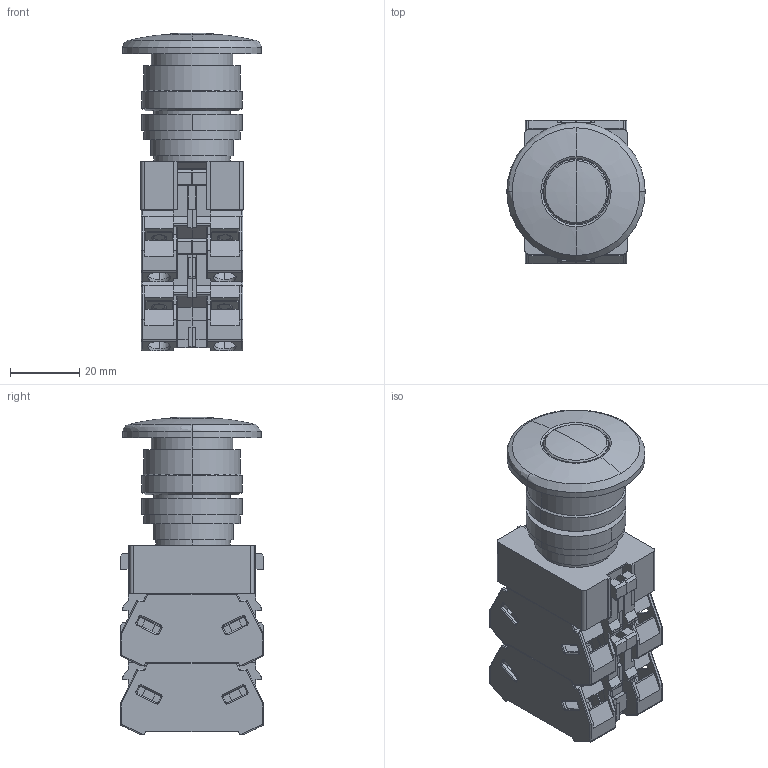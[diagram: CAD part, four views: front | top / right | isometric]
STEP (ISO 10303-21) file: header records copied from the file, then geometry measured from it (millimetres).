
FILE_DESCRIPTION (( 'STEP AP214' ), '1' );
FILE_NAME ('05_A[B][O]W4xx$.STEP', '2021-01-15T07:51:16', ( 'IDEC' ), ( 'IDEC' ), 'SwSTEP 2.0', 'SolidWorks 2019', '' );
FILE_SCHEMA (( 'AUTOMOTIVE_DESIGN' ));
Length unit declared in the file: millimetre
Products named in the file (6): TW-BODY2; TW-ADJUSTMENT-RING; TW-LARGE-SIZE-BUTTON; HW-Uxx(R); TW-RING; 05_A[B][O]W4xx$
Assembly tree (8 placements, depth 2):
  05_A[B][O]W4xx$
    TW-BODY2
    TW-LARGE-SIZE-BUTTON
    TW-RING
    TW-ADJUSTMENT-RING
    HW-Uxx(R)  x4
Bounding box: 40 x 41.4 x 91.9 mm (x, y, z)
Volume: 72690.7 mm3; surface area: 31972.2 mm2
Topology: 8 solids, 8 shells, 1186 faces, 3254 edges, 2081 vertices
Faces by surface type: plane 712, cylinder 298, bspline 152, cone 24
Entity records: 12883 total; most frequent: CARTESIAN_POINT 3153, ORIENTED_EDGE 2060, DIRECTION 1892, EDGE_CURVE 1030, LINE 746, VECTOR 746, VERTEX_POINT 665, AXIS2_PLACEMENT_3D 573
